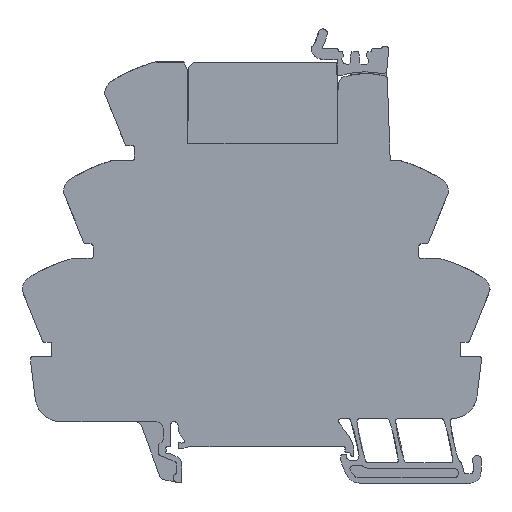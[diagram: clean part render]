
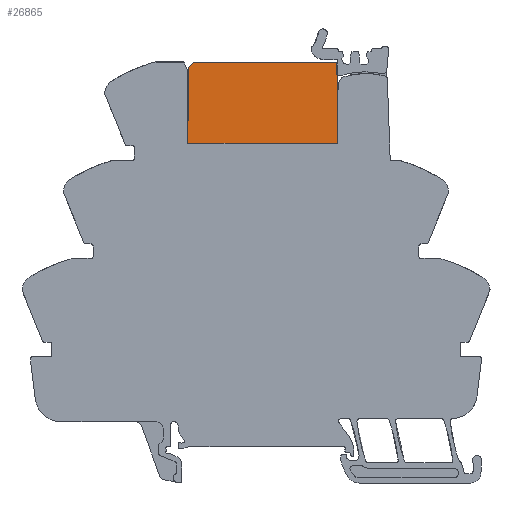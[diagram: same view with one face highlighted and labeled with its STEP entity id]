
A CAD part, left-side view. The second image highlights one B-rep face of the part: STEP entity #26865.
In plain terms, the highlighted planar face has unit normal (-1, 0, 0.011).
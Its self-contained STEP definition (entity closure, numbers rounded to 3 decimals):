
#26837=AXIS2_PLACEMENT_3D('Plane Axis2P3D',#26834,#26835,#26836) ;
#26739=CARTESIAN_POINT('Vertex',(0.1,29.449,65.7)) ;
#26753=CARTESIAN_POINT('Vertex',(0.264,29.614,81.4)) ;
#26756=CARTESIAN_POINT('Line Origine',(0.182,29.531,73.55)) ;
#26778=CARTESIAN_POINT('Vertex',(0.1,58.449,65.7)) ;
#26788=CARTESIAN_POINT('Line Origine',(0.1,43.949,65.7)) ;
#26834=CARTESIAN_POINT('Axis2P3D Location',(0.1,57.449,65.7)) ;
#26839=CARTESIAN_POINT('Line Origine',(0.259,57.785,80.9)) ;
#26843=CARTESIAN_POINT('Vertex',(0.254,58.295,80.4)) ;
#26845=CARTESIAN_POINT('Vertex',(0.264,57.274,81.4)) ;
#26848=CARTESIAN_POINT('Line Origine',(0.177,58.372,73.05)) ;
#26853=CARTESIAN_POINT('Line Origine',(0.264,43.444,81.4)) ;
#26757=DIRECTION('Vector Direction',(0.01,0.01,1.)) ;
#26789=DIRECTION('Vector Direction',(0.,-1.,0.)) ;
#26835=DIRECTION('Axis2P3D Direction',(1.,0.,-0.01)) ;
#26836=DIRECTION('Axis2P3D XDirection',(0.,-1.,0.)) ;
#26840=DIRECTION('Vector Direction',(-0.007,0.714,-0.7)) ;
#26849=DIRECTION('Vector Direction',(0.01,-0.01,1.)) ;
#26854=DIRECTION('Vector Direction',(0.,-1.,0.)) ;
#26758=VECTOR('Line Direction',#26757,1.) ;
#26790=VECTOR('Line Direction',#26789,1.) ;
#26841=VECTOR('Line Direction',#26840,1.) ;
#26850=VECTOR('Line Direction',#26849,1.) ;
#26855=VECTOR('Line Direction',#26854,1.) ;
#26859=ORIENTED_EDGE('',*,*,#26847,.F.) ;
#26860=ORIENTED_EDGE('',*,*,#26852,.F.) ;
#26861=ORIENTED_EDGE('',*,*,#26792,.F.) ;
#26862=ORIENTED_EDGE('',*,*,#26760,.F.) ;
#26863=ORIENTED_EDGE('',*,*,#26857,.F.) ;
#26865=ADVANCED_FACE('RSS-RELAIS',(#26864),#26838,.F.) ;
#26760=EDGE_CURVE('',#26754,#26740,#26759,.F.) ;
#26792=EDGE_CURVE('',#26740,#26779,#26791,.F.) ;
#26847=EDGE_CURVE('',#26844,#26846,#26842,.F.) ;
#26852=EDGE_CURVE('',#26779,#26844,#26851,.T.) ;
#26857=EDGE_CURVE('',#26846,#26754,#26856,.T.) ;
#26858=EDGE_LOOP('',(#26859,#26860,#26861,#26862,#26863)) ;
#26864=FACE_OUTER_BOUND('',#26858,.T.) ;
#26759=LINE('Line',#26756,#26758) ;
#26791=LINE('Line',#26788,#26790) ;
#26842=LINE('Line',#26839,#26841) ;
#26851=LINE('Line',#26848,#26850) ;
#26856=LINE('Line',#26853,#26855) ;
#26838=PLANE('',#26837) ;
#26740=VERTEX_POINT('',#26739) ;
#26754=VERTEX_POINT('',#26753) ;
#26779=VERTEX_POINT('',#26778) ;
#26844=VERTEX_POINT('',#26843) ;
#26846=VERTEX_POINT('',#26845) ;
